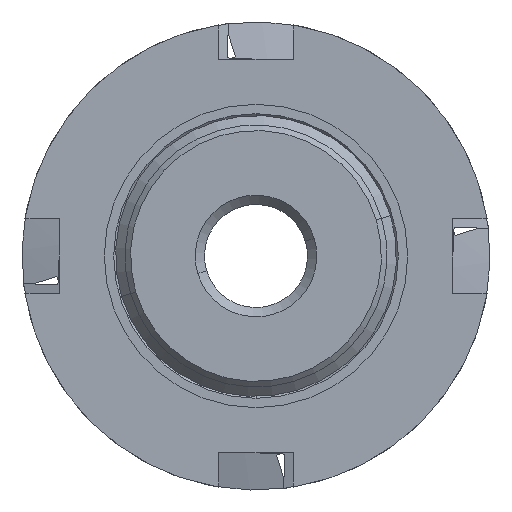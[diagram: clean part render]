
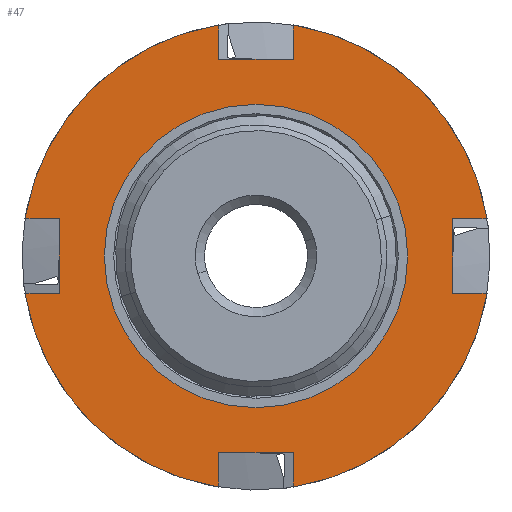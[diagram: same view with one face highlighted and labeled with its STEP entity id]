
A CAD part, front view. The second image highlights one B-rep face of the part: STEP entity #47.
In plain terms, the highlighted planar face has unit normal (0, -1, 0).
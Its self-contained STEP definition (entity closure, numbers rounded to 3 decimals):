
#33 = VECTOR ( 'NONE', #2115, 1000. ) ;
#47 = ADVANCED_FACE ( 'NONE', ( #2908, #1702 ), #1235, .F. ) ;
#210 = CARTESIAN_POINT ( 'NONE',  ( 10.5, -23., 0. ) ) ;
#258 = EDGE_CURVE ( 'NONE', #3728, #1211, #882, .T. ) ;
#265 = ORIENTED_EDGE ( 'NONE', *, *, #3426, .T. ) ;
#293 = LINE ( 'NONE', #2247, #3475 ) ;
#398 = DIRECTION ( 'NONE',  ( 1., 0., 0. ) ) ;
#491 = CARTESIAN_POINT ( 'NONE',  ( 10.5, -23., 2. ) ) ;
#533 = DIRECTION ( 'NONE',  ( -1., 0., 0. ) ) ;
#564 = ORIENTED_EDGE ( 'NONE', *, *, #856, .F. ) ;
#572 = EDGE_CURVE ( 'NONE', #2213, #2351, #3453, .T. ) ;
#599 = DIRECTION ( 'NONE',  ( 0., 1., 0. ) ) ;
#612 = CARTESIAN_POINT ( 'NONE',  ( 0., -23., 0. ) ) ;
#646 = DIRECTION ( 'NONE',  ( -1., 0., 0. ) ) ;
#653 = CARTESIAN_POINT ( 'NONE',  ( 2., -23., 10.5 ) ) ;
#681 = EDGE_CURVE ( 'NONE', #3728, #2896, #2904, .T. ) ;
#743 = DIRECTION ( 'NONE',  ( 1., 0., 0. ) ) ;
#752 = ORIENTED_EDGE ( 'NONE', *, *, #2811, .T. ) ;
#789 = VECTOR ( 'NONE', #3447, 1000. ) ;
#799 = CARTESIAN_POINT ( 'NONE',  ( -10.5, -23., -2. ) ) ;
#808 = CIRCLE ( 'NONE', #826, 12.5 ) ;
#813 = CARTESIAN_POINT ( 'NONE',  ( -2., -23., 0. ) ) ;
#819 = CARTESIAN_POINT ( 'NONE',  ( -10.5, -23., 2. ) ) ;
#826 = AXIS2_PLACEMENT_3D ( 'NONE', #3076, #3363, #3663 ) ;
#833 = DIRECTION ( 'NONE',  ( 0., 0., 1. ) ) ;
#856 = EDGE_CURVE ( 'NONE', #3125, #1915, #3696, .T. ) ;
#858 = CARTESIAN_POINT ( 'NONE',  ( 8.1, -23., -2. ) ) ;
#882 = LINE ( 'NONE', #1666, #789 ) ;
#901 = DIRECTION ( 'NONE',  ( 0., 1., 0. ) ) ;
#942 = AXIS2_PLACEMENT_3D ( 'NONE', #1384, #3161, #1058 ) ;
#950 = EDGE_CURVE ( 'NONE', #2059, #2038, #2299, .T. ) ;
#1055 = AXIS2_PLACEMENT_3D ( 'NONE', #612, #1592, #2291 ) ;
#1058 = DIRECTION ( 'NONE',  ( 0., 0., 1. ) ) ;
#1086 = VECTOR ( 'NONE', #533, 1000. ) ;
#1092 = ORIENTED_EDGE ( 'NONE', *, *, #681, .F. ) ;
#1151 = EDGE_CURVE ( 'NONE', #1915, #3759, #3096, .T. ) ;
#1181 = VECTOR ( 'NONE', #2740, 1000. ) ;
#1196 = EDGE_CURVE ( 'NONE', #1197, #3020, #2782, .T. ) ;
#1197 = VERTEX_POINT ( 'NONE', #1265 ) ;
#1211 = VERTEX_POINT ( 'NONE', #653 ) ;
#1235 = PLANE ( 'NONE',  #1529 ) ;
#1246 = CARTESIAN_POINT ( 'NONE',  ( -2., -23., -12.339 ) ) ;
#1263 = EDGE_CURVE ( 'NONE', #2597, #3234, #3536, .T. ) ;
#1265 = CARTESIAN_POINT ( 'NONE',  ( -2., -23., 12.339 ) ) ;
#1308 = ORIENTED_EDGE ( 'NONE', *, *, #3154, .F. ) ;
#1347 = CARTESIAN_POINT ( 'NONE',  ( 0., -23., 0. ) ) ;
#1354 = EDGE_CURVE ( 'NONE', #2351, #2213, #2629, .T. ) ;
#1357 = CARTESIAN_POINT ( 'NONE',  ( -2., -23., -10.5 ) ) ;
#1367 = CARTESIAN_POINT ( 'NONE',  ( 0., -23., 0. ) ) ;
#1384 = CARTESIAN_POINT ( 'NONE',  ( 0., -23., 0. ) ) ;
#1425 = VECTOR ( 'NONE', #3012, 1000. ) ;
#1434 = VECTOR ( 'NONE', #833, 1000. ) ;
#1529 = AXIS2_PLACEMENT_3D ( 'NONE', #2411, #599, #3007 ) ;
#1592 = DIRECTION ( 'NONE',  ( 0., 1., 0. ) ) ;
#1605 = CARTESIAN_POINT ( 'NONE',  ( 0., -23., -10.5 ) ) ;
#1617 = CARTESIAN_POINT ( 'NONE',  ( 2., -23., -10.5 ) ) ;
#1666 = CARTESIAN_POINT ( 'NONE',  ( 2., -23., 0. ) ) ;
#1672 = EDGE_CURVE ( 'NONE', #3431, #3759, #2414, .T. ) ;
#1685 = VERTEX_POINT ( 'NONE', #1770 ) ;
#1702 = FACE_OUTER_BOUND ( 'NONE', #2277, .T. ) ;
#1716 = ORIENTED_EDGE ( 'NONE', *, *, #3849, .F. ) ;
#1731 = ORIENTED_EDGE ( 'NONE', *, *, #1263, .F. ) ;
#1750 = ORIENTED_EDGE ( 'NONE', *, *, #2774, .T. ) ;
#1770 = CARTESIAN_POINT ( 'NONE',  ( 12.339, -23., -2. ) ) ;
#1858 = VECTOR ( 'NONE', #398, 1000. ) ;
#1883 = VECTOR ( 'NONE', #2657, 1000. ) ;
#1915 = VERTEX_POINT ( 'NONE', #3344 ) ;
#1916 = DIRECTION ( 'NONE',  ( 0., 0., 1. ) ) ;
#2038 = VERTEX_POINT ( 'NONE', #491 ) ;
#2051 = CARTESIAN_POINT ( 'NONE',  ( 0., -23., 8.1 ) ) ;
#2059 = VERTEX_POINT ( 'NONE', #3197 ) ;
#2060 = DIRECTION ( 'NONE',  ( 0., 0., 1. ) ) ;
#2070 = ORIENTED_EDGE ( 'NONE', *, *, #3103, .T. ) ;
#2101 = CARTESIAN_POINT ( 'NONE',  ( 0., -23., -8.1 ) ) ;
#2115 = DIRECTION ( 'NONE',  ( 1., 0., 0. ) ) ;
#2140 = AXIS2_PLACEMENT_3D ( 'NONE', #1367, #3747, #3139 ) ;
#2213 = VERTEX_POINT ( 'NONE', #2101 ) ;
#2227 = ORIENTED_EDGE ( 'NONE', *, *, #950, .T. ) ;
#2234 = AXIS2_PLACEMENT_3D ( 'NONE', #2720, #901, #2060 ) ;
#2247 = CARTESIAN_POINT ( 'NONE',  ( 8.1, -23., 2. ) ) ;
#2277 = EDGE_LOOP ( 'NONE', ( #2885, #564, #3470, #752, #1731, #1716, #265, #2227, #3305, #1092, #3605, #2070, #3564, #1308, #1750, #2592 ) ) ;
#2291 = DIRECTION ( 'NONE',  ( 0., 0., 1. ) ) ;
#2299 = LINE ( 'NONE', #210, #1883 ) ;
#2315 = CARTESIAN_POINT ( 'NONE',  ( 2., -23., 12.339 ) ) ;
#2328 = ORIENTED_EDGE ( 'NONE', *, *, #1354, .T. ) ;
#2339 = CARTESIAN_POINT ( 'NONE',  ( 12.339, -23., 2. ) ) ;
#2351 = VERTEX_POINT ( 'NONE', #2051 ) ;
#2382 = CARTESIAN_POINT ( 'NONE',  ( -2., -23., 10.5 ) ) ;
#2411 = CARTESIAN_POINT ( 'NONE',  ( 8.1, -23., 0. ) ) ;
#2414 = LINE ( 'NONE', #3858, #1425 ) ;
#2434 = CARTESIAN_POINT ( 'NONE',  ( -2., -23., 0. ) ) ;
#2494 = CIRCLE ( 'NONE', #2234, 12.5 ) ;
#2592 = ORIENTED_EDGE ( 'NONE', *, *, #1672, .T. ) ;
#2597 = VERTEX_POINT ( 'NONE', #3119 ) ;
#2629 = CIRCLE ( 'NONE', #2140, 8.1 ) ;
#2638 = AXIS2_PLACEMENT_3D ( 'NONE', #1347, #3418, #1916 ) ;
#2657 = DIRECTION ( 'NONE',  ( 0., 0., 1. ) ) ;
#2659 = LINE ( 'NONE', #1605, #3764 ) ;
#2720 = CARTESIAN_POINT ( 'NONE',  ( 0., -23., 0. ) ) ;
#2740 = DIRECTION ( 'NONE',  ( 0., 0., -1. ) ) ;
#2774 = EDGE_CURVE ( 'NONE', #3264, #3431, #3434, .T. ) ;
#2782 = LINE ( 'NONE', #2434, #1181 ) ;
#2803 = DIRECTION ( 'NONE',  ( -1., 0., 0. ) ) ;
#2811 = EDGE_CURVE ( 'NONE', #2854, #3234, #2659, .T. ) ;
#2826 = CARTESIAN_POINT ( 'NONE',  ( -12.339, -23., 2. ) ) ;
#2840 = EDGE_CURVE ( 'NONE', #2896, #2038, #293, .T. ) ;
#2854 = VERTEX_POINT ( 'NONE', #1357 ) ;
#2885 = ORIENTED_EDGE ( 'NONE', *, *, #1151, .F. ) ;
#2896 = VERTEX_POINT ( 'NONE', #2339 ) ;
#2904 = CIRCLE ( 'NONE', #2638, 12.5 ) ;
#2908 = FACE_BOUND ( 'NONE', #3639, .T. ) ;
#2928 = EDGE_CURVE ( 'NONE', #3125, #2854, #3847, .T. ) ;
#3007 = DIRECTION ( 'NONE',  ( 0., 0., 1. ) ) ;
#3012 = DIRECTION ( 'NONE',  ( 0., 0., -1. ) ) ;
#3020 = VERTEX_POINT ( 'NONE', #2382 ) ;
#3076 = CARTESIAN_POINT ( 'NONE',  ( 0., -23., 0. ) ) ;
#3088 = DIRECTION ( 'NONE',  ( 0., 0., 1. ) ) ;
#3096 = LINE ( 'NONE', #3612, #33 ) ;
#3103 = EDGE_CURVE ( 'NONE', #1211, #3020, #3473, .T. ) ;
#3119 = CARTESIAN_POINT ( 'NONE',  ( 2., -23., -12.339 ) ) ;
#3125 = VERTEX_POINT ( 'NONE', #1246 ) ;
#3139 = DIRECTION ( 'NONE',  ( 0., 0., 1. ) ) ;
#3154 = EDGE_CURVE ( 'NONE', #3264, #1197, #808, .T. ) ;
#3161 = DIRECTION ( 'NONE',  ( 0., 1., 0. ) ) ;
#3181 = LINE ( 'NONE', #858, #1086 ) ;
#3197 = CARTESIAN_POINT ( 'NONE',  ( 10.5, -23., -2. ) ) ;
#3234 = VERTEX_POINT ( 'NONE', #1617 ) ;
#3264 = VERTEX_POINT ( 'NONE', #2826 ) ;
#3305 = ORIENTED_EDGE ( 'NONE', *, *, #2840, .F. ) ;
#3344 = CARTESIAN_POINT ( 'NONE',  ( -12.339, -23., -2. ) ) ;
#3363 = DIRECTION ( 'NONE',  ( 0., 1., 0. ) ) ;
#3416 = CARTESIAN_POINT ( 'NONE',  ( 2., -23., 0. ) ) ;
#3418 = DIRECTION ( 'NONE',  ( 0., 1., 0. ) ) ;
#3426 = EDGE_CURVE ( 'NONE', #1685, #2059, #3181, .T. ) ;
#3431 = VERTEX_POINT ( 'NONE', #819 ) ;
#3434 = LINE ( 'NONE', #3720, #1858 ) ;
#3447 = DIRECTION ( 'NONE',  ( 0., 0., -1. ) ) ;
#3453 = CIRCLE ( 'NONE', #1055, 8.1 ) ;
#3470 = ORIENTED_EDGE ( 'NONE', *, *, #2928, .T. ) ;
#3473 = LINE ( 'NONE', #3678, #3763 ) ;
#3475 = VECTOR ( 'NONE', #2803, 1000. ) ;
#3477 = ORIENTED_EDGE ( 'NONE', *, *, #572, .T. ) ;
#3536 = LINE ( 'NONE', #3416, #3825 ) ;
#3564 = ORIENTED_EDGE ( 'NONE', *, *, #1196, .F. ) ;
#3605 = ORIENTED_EDGE ( 'NONE', *, *, #258, .T. ) ;
#3612 = CARTESIAN_POINT ( 'NONE',  ( 8.1, -23., -2. ) ) ;
#3639 = EDGE_LOOP ( 'NONE', ( #2328, #3477 ) ) ;
#3663 = DIRECTION ( 'NONE',  ( 0., 0., 1. ) ) ;
#3678 = CARTESIAN_POINT ( 'NONE',  ( 0., -23., 10.5 ) ) ;
#3696 = CIRCLE ( 'NONE', #942, 12.5 ) ;
#3720 = CARTESIAN_POINT ( 'NONE',  ( 8.1, -23., 2. ) ) ;
#3728 = VERTEX_POINT ( 'NONE', #2315 ) ;
#3747 = DIRECTION ( 'NONE',  ( 0., 1., 0. ) ) ;
#3759 = VERTEX_POINT ( 'NONE', #799 ) ;
#3763 = VECTOR ( 'NONE', #646, 1000. ) ;
#3764 = VECTOR ( 'NONE', #743, 1000. ) ;
#3825 = VECTOR ( 'NONE', #3088, 1000. ) ;
#3847 = LINE ( 'NONE', #813, #1434 ) ;
#3849 = EDGE_CURVE ( 'NONE', #1685, #2597, #2494, .T. ) ;
#3858 = CARTESIAN_POINT ( 'NONE',  ( -10.5, -23., 0. ) ) ;
